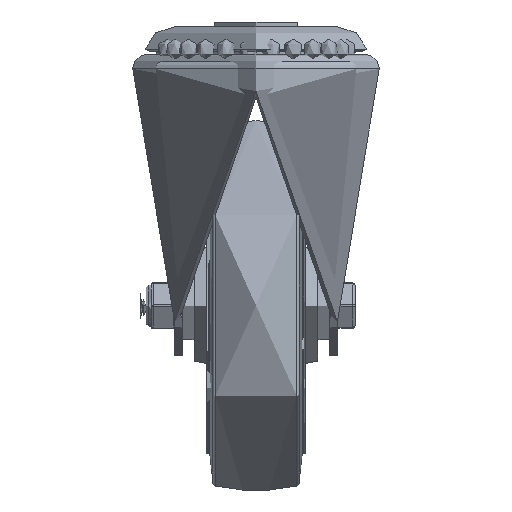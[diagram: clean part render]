
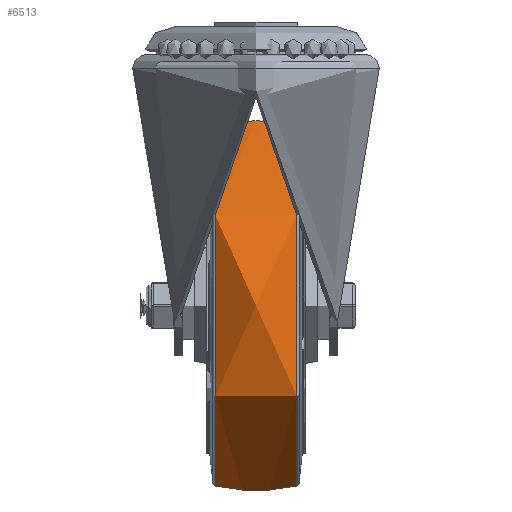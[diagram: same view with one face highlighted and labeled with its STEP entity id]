
A CAD part, left-side view. The second image highlights one B-rep face of the part: STEP entity #6513.
In plain terms, the highlighted free-form (B-spline) face has degree [2, 2] with [3, 9] control points.
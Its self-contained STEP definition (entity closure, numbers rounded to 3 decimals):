
#20=(
BOUNDED_SURFACE()
B_SPLINE_SURFACE(2,2,((#11473,#11474,#11475,#11476,#11477,#11478,#11479,
#11480,#11481),(#11482,#11483,#11484,#11485,#11486,#11487,#11488,#11489,
#11490),(#11491,#11492,#11493,#11494,#11495,#11496,#11497,#11498,#11499)),
 .UNSPECIFIED.,.F.,.T.,.F.)
B_SPLINE_SURFACE_WITH_KNOTS((3,3),(3,2,2,2,3),(-0.215,0.215),
(-3.142,-1.571,0.,1.571,3.142),
 .UNSPECIFIED.)
GEOMETRIC_REPRESENTATION_ITEM()
RATIONAL_B_SPLINE_SURFACE(((1.,0.707,1.,0.707,1.,
0.707,1.,0.707,1.),(0.977,0.691,
0.977,0.691,0.977,0.691,
0.977,0.691,0.977),(1.,0.707,
1.,0.707,1.,0.707,1.,0.707,1.)))
REPRESENTATION_ITEM('')
SURFACE()
);
#1031=FACE_OUTER_BOUND('',#1447,.T.);
#1447=EDGE_LOOP('',(#4914,#4915,#4916,#4917));
#2660=CIRCLE('',#7219,73.221);
#2661=CIRCLE('',#7220,77.563);
#2662=CIRCLE('',#7221,73.221);
#3056=VERTEX_POINT('',#11470);
#3057=VERTEX_POINT('',#11500);
#3737=EDGE_CURVE('',#3056,#3056,#2660,.T.);
#3738=EDGE_CURVE('',#3056,#3057,#2661,.T.);
#3739=EDGE_CURVE('',#3057,#3057,#2662,.T.);
#4914=ORIENTED_EDGE('',*,*,#3737,.F.);
#4915=ORIENTED_EDGE('',*,*,#3738,.T.);
#4916=ORIENTED_EDGE('',*,*,#3739,.T.);
#4917=ORIENTED_EDGE('',*,*,#3738,.F.);
#6513=ADVANCED_FACE('',(#1031),#20,.F.);
#7219=AXIS2_PLACEMENT_3D('',#11472,#8374,#8375);
#7220=AXIS2_PLACEMENT_3D('',#11501,#8376,#8377);
#7221=AXIS2_PLACEMENT_3D('',#11502,#8378,#8379);
#8374=DIRECTION('center_axis',(-1.,0.,0.));
#8375=DIRECTION('ref_axis',(0.,0.,1.));
#8376=DIRECTION('center_axis',(0.,-1.,0.));
#8377=DIRECTION('ref_axis',(0.,0.,-1.));
#8378=DIRECTION('center_axis',(-1.,0.,0.));
#8379=DIRECTION('ref_axis',(0.,0.,1.));
#11470=CARTESIAN_POINT('',(-16.516,0.,-73.221));
#11472=CARTESIAN_POINT('Origin',(-16.516,0.,0.));
#11473=CARTESIAN_POINT('Ctrl Pts',(16.516,0.,-73.221));
#11474=CARTESIAN_POINT('Ctrl Pts',(16.516,-73.221,-73.221));
#11475=CARTESIAN_POINT('Ctrl Pts',(16.516,-73.221,0.));
#11476=CARTESIAN_POINT('Ctrl Pts',(16.516,-73.221,73.221));
#11477=CARTESIAN_POINT('Ctrl Pts',(16.516,0.,73.221));
#11478=CARTESIAN_POINT('Ctrl Pts',(16.516,73.221,73.221));
#11479=CARTESIAN_POINT('Ctrl Pts',(16.516,73.221,0.));
#11480=CARTESIAN_POINT('Ctrl Pts',(16.516,73.221,-73.221));
#11481=CARTESIAN_POINT('Ctrl Pts',(16.516,0.,-73.221));
#11482=CARTESIAN_POINT('Ctrl Pts',(0.,0.,-76.821));
#11483=CARTESIAN_POINT('Ctrl Pts',(0.,-76.821,-76.821));
#11484=CARTESIAN_POINT('Ctrl Pts',(0.,-76.821,0.));
#11485=CARTESIAN_POINT('Ctrl Pts',(0.,-76.821,76.821));
#11486=CARTESIAN_POINT('Ctrl Pts',(0.,0.,76.821));
#11487=CARTESIAN_POINT('Ctrl Pts',(0.,76.821,76.821));
#11488=CARTESIAN_POINT('Ctrl Pts',(0.,76.821,0.));
#11489=CARTESIAN_POINT('Ctrl Pts',(0.,76.821,-76.821));
#11490=CARTESIAN_POINT('Ctrl Pts',(0.,0.,-76.821));
#11491=CARTESIAN_POINT('Ctrl Pts',(-16.516,0.,-73.221));
#11492=CARTESIAN_POINT('Ctrl Pts',(-16.516,-73.221,-73.221));
#11493=CARTESIAN_POINT('Ctrl Pts',(-16.516,-73.221,
0.));
#11494=CARTESIAN_POINT('Ctrl Pts',(-16.516,-73.221,73.221));
#11495=CARTESIAN_POINT('Ctrl Pts',(-16.516,0.,73.221));
#11496=CARTESIAN_POINT('Ctrl Pts',(-16.516,73.221,73.221));
#11497=CARTESIAN_POINT('Ctrl Pts',(-16.516,73.221,0.));
#11498=CARTESIAN_POINT('Ctrl Pts',(-16.516,73.221,-73.221));
#11499=CARTESIAN_POINT('Ctrl Pts',(-16.516,0.,-73.221));
#11500=CARTESIAN_POINT('',(16.516,0.,-73.221));
#11501=CARTESIAN_POINT('Origin',(0.,0.,2.563));
#11502=CARTESIAN_POINT('Origin',(16.516,0.,0.));
